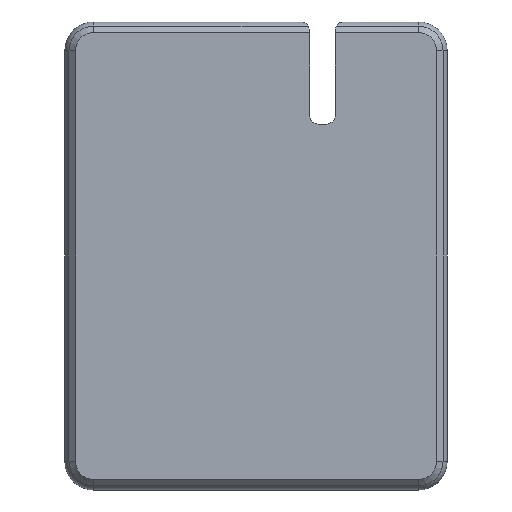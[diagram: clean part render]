
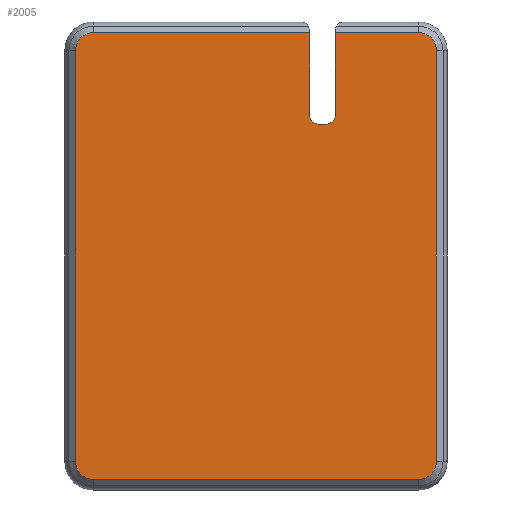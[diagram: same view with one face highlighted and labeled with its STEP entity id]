
A CAD part, front view. The second image highlights one B-rep face of the part: STEP entity #2005.
In plain terms, the highlighted planar face has unit normal (0, -1, 0).
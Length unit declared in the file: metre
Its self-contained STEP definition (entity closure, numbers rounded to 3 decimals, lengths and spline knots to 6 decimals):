
#125=CIRCLE('',#2169,0.00125);
#126=CIRCLE('',#2170,0.0006);
#127=CIRCLE('',#2171,0.0006);
#128=CIRCLE('',#2172,0.00125);
#129=CIRCLE('',#2173,0.00125);
#130=CIRCLE('',#2174,0.00125);
#289=ORIENTED_EDGE('',*,*,#898,.T.);
#290=ORIENTED_EDGE('',*,*,#899,.T.);
#291=ORIENTED_EDGE('',*,*,#900,.F.);
#292=ORIENTED_EDGE('',*,*,#901,.T.);
#293=ORIENTED_EDGE('',*,*,#902,.F.);
#294=ORIENTED_EDGE('',*,*,#903,.T.);
#295=ORIENTED_EDGE('',*,*,#904,.T.);
#296=ORIENTED_EDGE('',*,*,#905,.T.);
#297=ORIENTED_EDGE('',*,*,#906,.T.);
#298=ORIENTED_EDGE('',*,*,#907,.T.);
#299=ORIENTED_EDGE('',*,*,#908,.T.);
#300=ORIENTED_EDGE('',*,*,#909,.T.);
#301=ORIENTED_EDGE('',*,*,#910,.T.);
#302=ORIENTED_EDGE('',*,*,#911,.T.);
#898=EDGE_CURVE('',#1198,#1199,#125,.T.);
#899=EDGE_CURVE('',#1199,#1200,#1368,.T.);
#900=EDGE_CURVE('',#1201,#1200,#1369,.T.);
#901=EDGE_CURVE('',#1201,#1202,#126,.F.);
#902=EDGE_CURVE('',#1203,#1202,#1370,.T.);
#903=EDGE_CURVE('',#1203,#1204,#127,.F.);
#904=EDGE_CURVE('',#1204,#1205,#1371,.T.);
#905=EDGE_CURVE('',#1205,#1206,#1372,.T.);
#906=EDGE_CURVE('',#1206,#1207,#128,.T.);
#907=EDGE_CURVE('',#1207,#1208,#1373,.T.);
#908=EDGE_CURVE('',#1208,#1209,#129,.T.);
#909=EDGE_CURVE('',#1209,#1210,#1374,.T.);
#910=EDGE_CURVE('',#1210,#1211,#130,.T.);
#911=EDGE_CURVE('',#1211,#1198,#1375,.T.);
#1198=VERTEX_POINT('',#3200);
#1199=VERTEX_POINT('',#3201);
#1200=VERTEX_POINT('',#3203);
#1201=VERTEX_POINT('',#3205);
#1202=VERTEX_POINT('',#3207);
#1203=VERTEX_POINT('',#3209);
#1204=VERTEX_POINT('',#3211);
#1205=VERTEX_POINT('',#3213);
#1206=VERTEX_POINT('',#3215);
#1207=VERTEX_POINT('',#3217);
#1208=VERTEX_POINT('',#3219);
#1209=VERTEX_POINT('',#3221);
#1210=VERTEX_POINT('',#3223);
#1211=VERTEX_POINT('',#3225);
#1368=LINE('',#3202,#1556);
#1369=LINE('',#3204,#1557);
#1370=LINE('',#3208,#1558);
#1371=LINE('',#3212,#1559);
#1372=LINE('',#3214,#1560);
#1373=LINE('',#3218,#1561);
#1374=LINE('',#3222,#1562);
#1375=LINE('',#3226,#1563);
#1556=VECTOR('',#2499,1.);
#1557=VECTOR('',#2500,1.);
#1558=VECTOR('',#2503,1.);
#1559=VECTOR('',#2506,1.);
#1560=VECTOR('',#2507,1.);
#1561=VECTOR('',#2510,1.);
#1562=VECTOR('',#2513,1.);
#1563=VECTOR('',#2516,1.);
#1708=EDGE_LOOP('',(#289,#290,#291,#292,#293,#294,#295,#296,#297,#298,#299,
#300,#301,#302));
#1832=FACE_BOUND('',#1708,.T.);
#1954=PLANE('',#2168);
#2005=ADVANCED_FACE('',(#1832),#1954,.T.);
#2168=AXIS2_PLACEMENT_3D('',#3198,#2495,#2496);
#2169=AXIS2_PLACEMENT_3D('',#3199,#2497,#2498);
#2170=AXIS2_PLACEMENT_3D('',#3206,#2501,#2502);
#2171=AXIS2_PLACEMENT_3D('',#3210,#2504,#2505);
#2172=AXIS2_PLACEMENT_3D('',#3216,#2508,#2509);
#2173=AXIS2_PLACEMENT_3D('',#3220,#2511,#2512);
#2174=AXIS2_PLACEMENT_3D('',#3224,#2514,#2515);
#2495=DIRECTION('',(0.,-1.,0.));
#2496=DIRECTION('',(1.,0.,0.));
#2497=DIRECTION('',(0.,-1.,0.));
#2498=DIRECTION('',(0.,0.,-1.));
#2499=DIRECTION('',(-1.,0.,0.));
#2500=DIRECTION('',(0.,0.,1.));
#2501=DIRECTION('',(0.,-1.,0.));
#2502=DIRECTION('',(0.,0.,-1.));
#2503=DIRECTION('',(1.,0.,0.));
#2504=DIRECTION('',(0.,-1.,0.));
#2505=DIRECTION('',(0.,0.,-1.));
#2506=DIRECTION('',(0.,0.,1.));
#2507=DIRECTION('',(-1.,0.,0.));
#2508=DIRECTION('',(0.,-1.,0.));
#2509=DIRECTION('',(0.,0.,-1.));
#2510=DIRECTION('',(0.,0.,-1.));
#2511=DIRECTION('',(0.,-1.,0.));
#2512=DIRECTION('',(0.,0.,-1.));
#2513=DIRECTION('',(1.,0.,0.));
#2514=DIRECTION('',(0.,-1.,0.));
#2515=DIRECTION('',(0.,0.,-1.));
#2516=DIRECTION('',(0.,0.,1.));
#3198=CARTESIAN_POINT('',(0.,-0.0384,-0.00475));
#3199=CARTESIAN_POINT('',(0.0114,-0.0384,0.00965));
#3200=CARTESIAN_POINT('',(0.01265,-0.0384,0.00965));
#3201=CARTESIAN_POINT('',(0.0114,-0.0384,0.0109));
#3202=CARTESIAN_POINT('',(0.,-0.0384,0.0109));
#3203=CARTESIAN_POINT('',(0.00555,-0.0384,0.0109));
#3204=CARTESIAN_POINT('',(0.00555,-0.0384,0.004498));
#3205=CARTESIAN_POINT('',(0.00555,-0.0384,0.0051));
#3206=CARTESIAN_POINT('',(0.00495,-0.0384,0.0051));
#3207=CARTESIAN_POINT('',(0.00495,-0.0384,0.0045));
#3208=CARTESIAN_POINT('',(0.,-0.0384,0.0045));
#3209=CARTESIAN_POINT('',(0.00435,-0.0384,0.0045));
#3210=CARTESIAN_POINT('',(0.00435,-0.0384,0.0051));
#3211=CARTESIAN_POINT('',(0.00375,-0.0384,0.0051));
#3212=CARTESIAN_POINT('',(0.00375,-0.0384,0.004498));
#3213=CARTESIAN_POINT('',(0.00375,-0.0384,0.0109));
#3214=CARTESIAN_POINT('',(0.,-0.0384,0.0109));
#3215=CARTESIAN_POINT('',(-0.0114,-0.0384,0.0109));
#3216=CARTESIAN_POINT('',(-0.0114,-0.0384,0.00965));
#3217=CARTESIAN_POINT('',(-0.01265,-0.0384,0.00965));
#3218=CARTESIAN_POINT('',(-0.01265,-0.0384,-0.01915));
#3219=CARTESIAN_POINT('',(-0.01265,-0.0384,-0.01915));
#3220=CARTESIAN_POINT('',(-0.0114,-0.0384,-0.01915));
#3221=CARTESIAN_POINT('',(-0.0114,-0.0384,-0.0204));
#3222=CARTESIAN_POINT('',(0.0114,-0.0384,-0.0204));
#3223=CARTESIAN_POINT('',(0.0114,-0.0384,-0.0204));
#3224=CARTESIAN_POINT('',(0.0114,-0.0384,-0.01915));
#3225=CARTESIAN_POINT('',(0.01265,-0.0384,-0.01915));
#3226=CARTESIAN_POINT('',(0.01265,-0.0384,-0.00475));
